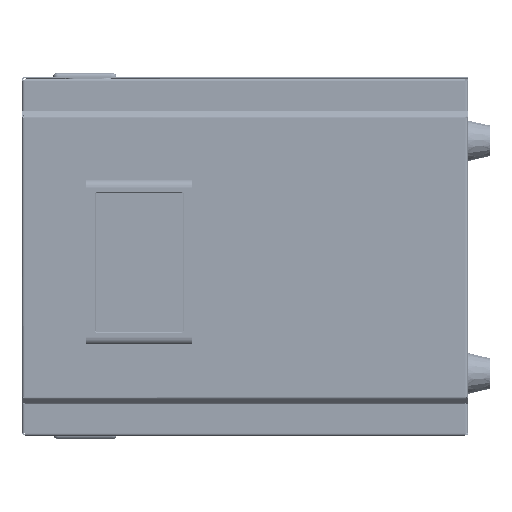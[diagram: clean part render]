
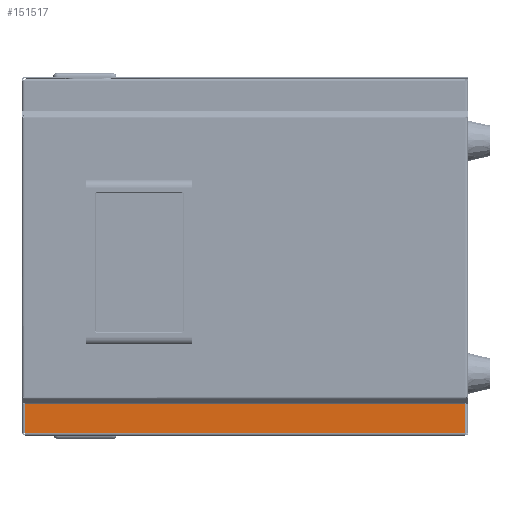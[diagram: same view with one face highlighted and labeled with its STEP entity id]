
A CAD part, left-side view. The second image highlights one B-rep face of the part: STEP entity #151517.
In plain terms, the highlighted face is planar.
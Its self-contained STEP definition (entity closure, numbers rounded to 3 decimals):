
#215 = VERTEX_POINT ( 'NONE', #167073 ) ;
#7347 = EDGE_CURVE ( 'NONE', #26696, #215, #16849, .T. ) ;
#9591 = DIRECTION ( 'NONE',  ( -1., 0., 0. ) ) ;
#11428 = ORIENTED_EDGE ( 'NONE', *, *, #7347, .T. ) ;
#16849 = LINE ( 'NONE', #134165, #37025 ) ;
#19919 = VECTOR ( 'NONE', #128379, 1000. ) ;
#25002 = DIRECTION ( 'NONE',  ( 1., 0., 0. ) ) ;
#26511 = EDGE_LOOP ( 'NONE', ( #110045, #113752, #100839, #11428 ) ) ;
#26696 = VERTEX_POINT ( 'NONE', #134072 ) ;
#26715 = LINE ( 'NONE', #145927, #19919 ) ;
#34403 = CARTESIAN_POINT ( 'NONE',  ( 175.102, -220.253, 2.736 ) ) ;
#37025 = VECTOR ( 'NONE', #59914, 1000. ) ;
#39613 = CARTESIAN_POINT ( 'NONE',  ( 0., 0., 2.736 ) ) ;
#39994 = CARTESIAN_POINT ( 'NONE',  ( 192.929, 48.677, 2.736 ) ) ;
#57858 = VECTOR ( 'NONE', #9591, 1000. ) ;
#59914 = DIRECTION ( 'NONE',  ( 1., 0., 0. ) ) ;
#83878 = LINE ( 'NONE', #128740, #57858 ) ;
#85647 = FACE_OUTER_BOUND ( 'NONE', #26511, .T. ) ;
#87085 = EDGE_CURVE ( 'NONE', #215, #131686, #162164, .T. ) ;
#97878 = AXIS2_PLACEMENT_3D ( 'NONE', #39613, #112030, #25002 ) ;
#100305 = PLANE ( 'NONE',  #97878 ) ;
#100839 = ORIENTED_EDGE ( 'NONE', *, *, #118299, .F. ) ;
#110045 = ORIENTED_EDGE ( 'NONE', *, *, #87085, .T. ) ;
#112030 = DIRECTION ( 'NONE',  ( 0., 0., 1. ) ) ;
#113752 = ORIENTED_EDGE ( 'NONE', *, *, #128676, .T. ) ;
#118299 = EDGE_CURVE ( 'NONE', #26696, #135774, #26715, .T. ) ;
#128379 = DIRECTION ( 'NONE',  ( 0., -1., 0. ) ) ;
#128676 = EDGE_CURVE ( 'NONE', #131686, #135774, #83878, .T. ) ;
#128740 = CARTESIAN_POINT ( 'NONE',  ( 174.797, -220.253, 2.736 ) ) ;
#129120 = VECTOR ( 'NONE', #129924, 1000. ) ;
#129924 = DIRECTION ( 'NONE',  ( 0., -1., 0. ) ) ;
#131686 = VERTEX_POINT ( 'NONE', #166616 ) ;
#134072 = CARTESIAN_POINT ( 'NONE',  ( 175.102, 48.677, 2.736 ) ) ;
#134165 = CARTESIAN_POINT ( 'NONE',  ( 194.466, 48.677, 2.736 ) ) ;
#135774 = VERTEX_POINT ( 'NONE', #34403 ) ;
#145927 = CARTESIAN_POINT ( 'NONE',  ( 175.102, 48.677, 2.736 ) ) ;
#151517 = ADVANCED_FACE ( 'NONE', ( #85647 ), #100305, .F. ) ;
#162164 = LINE ( 'NONE', #39994, #129120 ) ;
#166616 = CARTESIAN_POINT ( 'NONE',  ( 192.929, -220.253, 2.736 ) ) ;
#167073 = CARTESIAN_POINT ( 'NONE',  ( 192.929, 48.677, 2.736 ) ) ;
